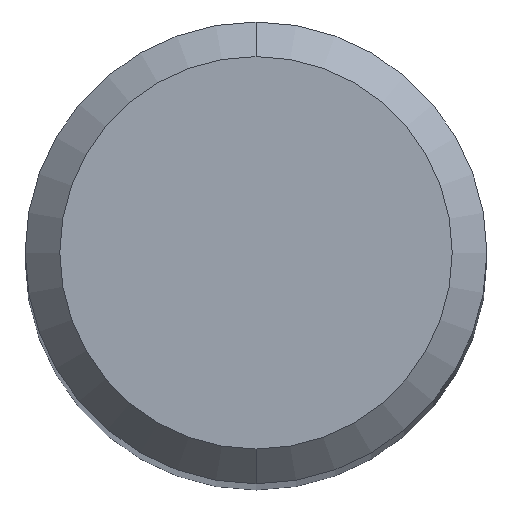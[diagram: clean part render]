
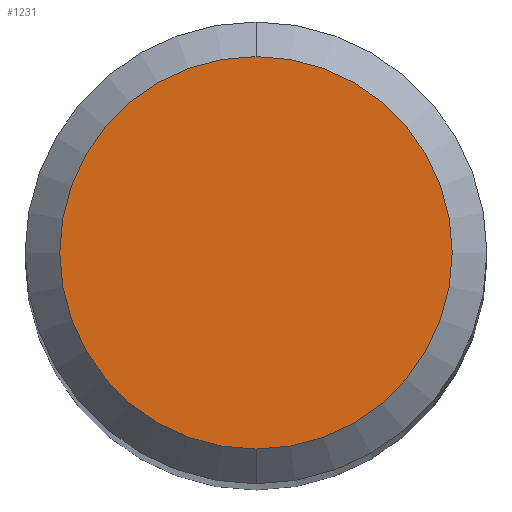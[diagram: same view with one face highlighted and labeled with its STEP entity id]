
A CAD part, top view. The second image highlights one B-rep face of the part: STEP entity #1231.
In plain terms, the highlighted planar face has unit normal (0, 0, 1).
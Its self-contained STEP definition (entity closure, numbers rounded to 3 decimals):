
#467=VERTEX_POINT('',#1318);
#507=EDGE_CURVE('',#467,#651,#1361,.T.);
#651=VERTEX_POINT('',#1515);
#1071=EDGE_CURVE('',#651,#467,#1973,.T.);
#1231=ADVANCED_FACE('',(#2149),#2150,.T.);
#1318=CARTESIAN_POINT('',(0.0,1.7,0.0));
#1361=CIRCLE('',#2318,1.7);
#1515=CARTESIAN_POINT('',(0.,-1.7,0.0));
#1973=CIRCLE('',#4692,1.7);
#2149=FACE_OUTER_BOUND('',#5822,.T.);
#2150=PLANE('',#5823);
#2318=AXIS2_PLACEMENT_3D('',#6350,#6351,#6352);
#4692=AXIS2_PLACEMENT_3D('',#7019,#7020,#7021);
#5822=EDGE_LOOP('',(#7203,#7204));
#5823=AXIS2_PLACEMENT_3D('',#7205,#7206,#7207);
#6350=CARTESIAN_POINT('',(0.0,0.0,0.0));
#6351=DIRECTION('',(0.0,0.0,-1.0));
#6352=DIRECTION('',(0.0,1.0,0.0));
#7019=CARTESIAN_POINT('',(0.0,0.0,0.0));
#7020=DIRECTION('',(0.0,0.0,-1.0));
#7021=DIRECTION('',(0.0,1.0,0.0));
#7203=ORIENTED_EDGE('',*,*,#507,.F.);
#7204=ORIENTED_EDGE('',*,*,#1071,.F.);
#7205=CARTESIAN_POINT('',(0.0,0.85,0.0));
#7206=DIRECTION('',(-0.0,0.0,1.0));
#7207=DIRECTION('',(0.0,-1.0,0.0));
